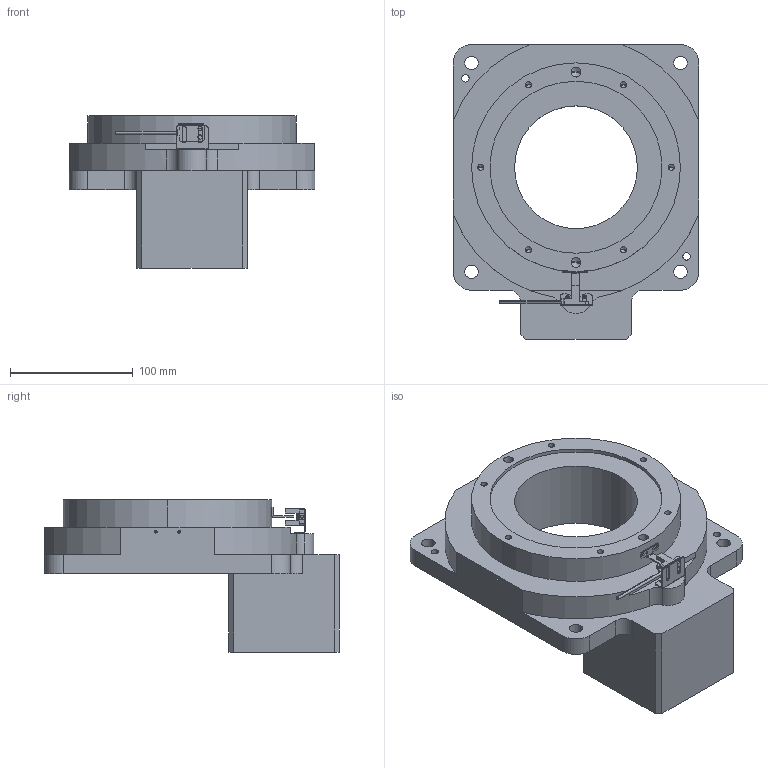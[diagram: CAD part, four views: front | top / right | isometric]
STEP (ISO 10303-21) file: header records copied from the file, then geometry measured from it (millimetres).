
FILE_DESCRIPTION (( 'STEP AP214' ), '1' );
FILE_NAME ('KTN200-18K-14-69.6-73-M6(86²½½ø).STEP', '2022-10-08T02:36:43', ( '' ), ( '' ), 'SwSTEP 2.0', 'SolidWorks 2020', '' );
FILE_SCHEMA (( 'AUTOMOTIVE_DESIGN' ));
Length unit declared in the file: millimetre
Products named in the file (5): SX674; KTN200-18K-14-69.6-73-M6(86祭輛); 覜茼ん盓殤; 覜茼え2
Assembly tree (4 placements, depth 2):
  KTN200-18K-14-69.6-73-M6(86祭輛)
    KTN200-18K-14-69.6-73-M6(86祭輛)
    SX674
    覜茼ん盓殤
    覜茼え2
Bounding box: 200 x 240 x 124 mm (x, y, z)
Volume: 1898516.7 mm3; surface area: 167166.2 mm2
Topology: 4 solids, 6 shells, 266 faces, 703 edges, 435 vertices
Faces by surface type: cylinder 115, plane 111, cone 40
Entity records: 8547 total; most frequent: DIRECTION 1442, CARTESIAN_POINT 1371, ORIENTED_EDGE 1326, EDGE_CURVE 663, AXIS2_PLACEMENT_3D 506, VERTEX_POINT 435, VECTOR 430, LINE 430
